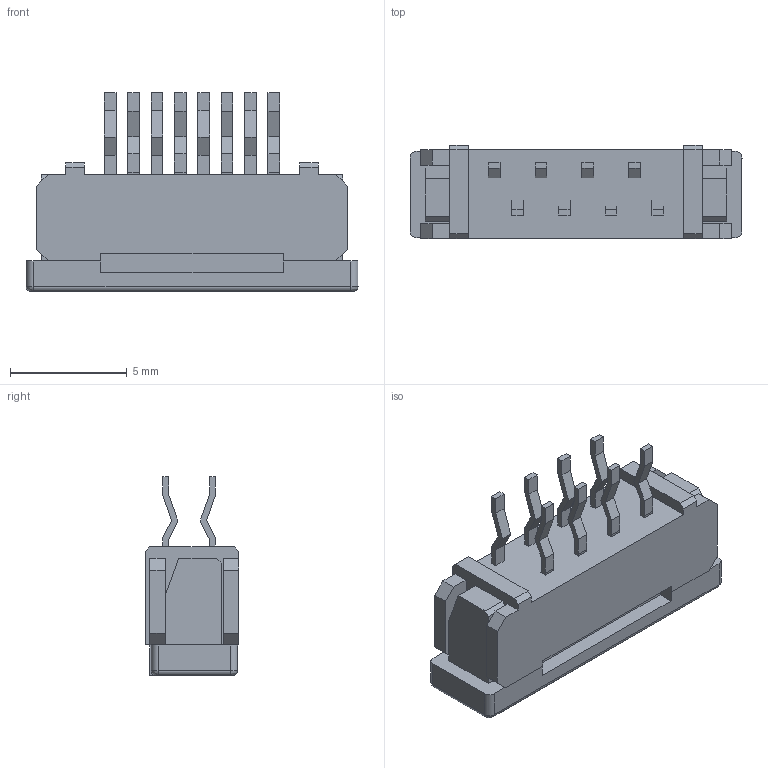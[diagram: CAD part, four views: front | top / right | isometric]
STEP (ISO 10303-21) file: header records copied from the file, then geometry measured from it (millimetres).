
FILE_DESCRIPTION((''),'2;1');
FILE_NAME('SLW_S-1C7_LF','2008-04-10T',('gohd'),('FCI - CDC Division'),'PRO/ENGINEER BY PARAMETRIC TECHNOLOGY CORPORATION, 2006020','PRO/ENGINEER BY PARAMETRIC TECHNOLOGY CORPORATION, 2006020','');
FILE_SCHEMA(('CONFIG_CONTROL_DESIGN'));
Length unit declared in the file: millimetre
Products named in the file (1): SLW_S-1C7_LF
Bounding box: 14.2 x 4 x 8.5 mm (x, y, z)
Volume: 237.3 mm3; surface area: 462.1 mm2
Topology: 1 solids, 1 shells, 230 faces, 620 edges, 408 vertices
Faces by surface type: plane 209, cylinder 17, bspline 4
Entity records: 7157 total; most frequent: CARTESIAN_POINT 1325, ORIENTED_EDGE 1240, DIRECTION 1106, EDGE_CURVE 620, VECTOR 582, LINE 582, VERTEX_POINT 408, AXIS2_PLACEMENT_3D 262
